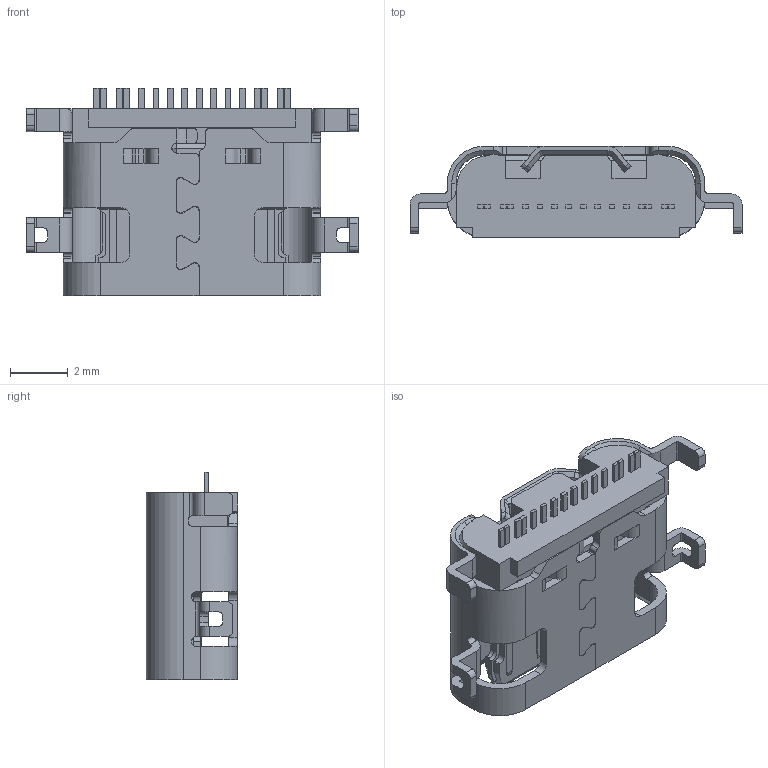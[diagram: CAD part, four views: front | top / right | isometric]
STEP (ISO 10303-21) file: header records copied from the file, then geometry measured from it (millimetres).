
FILE_DESCRIPTION(/* description */ (''),/* implementation_level */ '2;1');
FILE_NAME(/* name */ '2169900003.step',/* time_stamp */ '2022-07-12T14:21:18-04:00',/* author */ (''),/* organization */ (''),/* preprocessor_version */ 'ST-DEVELOPER v19',/* originating_system */ 'Autodesk Translation Framework v11.7.0.108',/* authorisation */ '');
FILE_SCHEMA (('AUTOMOTIVE_DESIGN { 1 0 10303 214 3 1 1 }'));
Length unit declared in the file: millimetre
Products named in the file (1): 2169900003
Bounding box: 11.54 x 3.18 x 7.2 mm (x, y, z)
Volume: 95.9 mm3; surface area: 435.5 mm2
Topology: 1 solids, 1 shells, 695 faces, 2013 edges, 1304 vertices
Faces by surface type: plane 498, cylinder 185, cone 12
Entity records: 22881 total; most frequent: CARTESIAN_POINT 4115, ORIENTED_EDGE 4026, DIRECTION 3810, EDGE_CURVE 2013, LINE 1576, VECTOR 1576, VERTEX_POINT 1304, AXIS2_PLACEMENT_3D 1117
